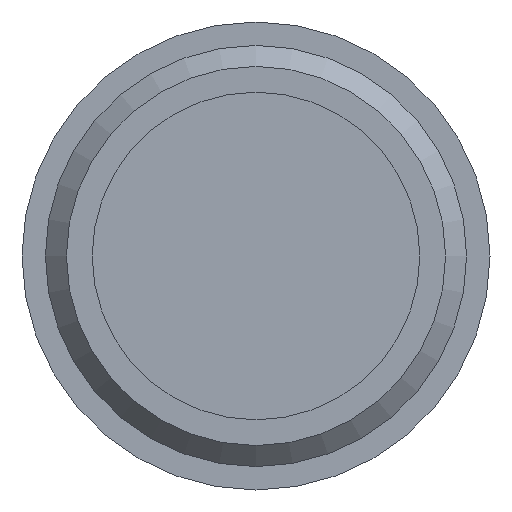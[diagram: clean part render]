
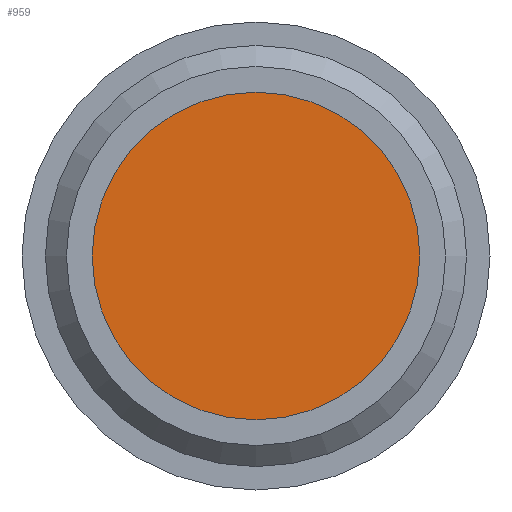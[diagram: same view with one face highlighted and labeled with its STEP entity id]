
A CAD part, front view. The second image highlights one B-rep face of the part: STEP entity #959.
In plain terms, the highlighted planar face has unit normal (0, -1, 0).
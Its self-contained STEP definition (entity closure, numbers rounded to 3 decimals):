
#79=PLANE('',#1050);
#124=FACE_OUTER_BOUND('',#187,.T.);
#187=EDGE_LOOP('',(#750));
#394=CIRCLE('',#1051,7.);
#448=VERTEX_POINT('',#1484);
#556=EDGE_CURVE('',#448,#448,#394,.T.);
#750=ORIENTED_EDGE('',*,*,#556,.T.);
#959=ADVANCED_FACE('',(#124),#79,.T.);
#1050=AXIS2_PLACEMENT_3D('',#1483,#1225,#1226);
#1051=AXIS2_PLACEMENT_3D('',#1485,#1227,#1228);
#1225=DIRECTION('center_axis',(0.,-1.,0.));
#1226=DIRECTION('ref_axis',(0.,0.,-1.));
#1227=DIRECTION('center_axis',(0.,-1.,0.));
#1228=DIRECTION('ref_axis',(1.,0.,0.));
#1483=CARTESIAN_POINT('Origin',(3.5,-15.,0.));
#1484=CARTESIAN_POINT('',(-7.,-15.,0.));
#1485=CARTESIAN_POINT('Origin',(0.,-15.,0.));
